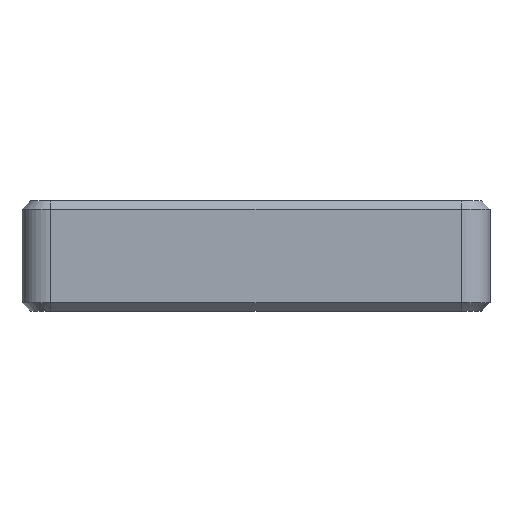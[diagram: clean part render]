
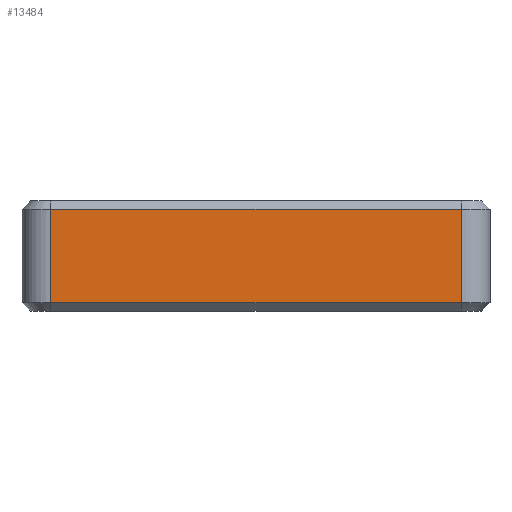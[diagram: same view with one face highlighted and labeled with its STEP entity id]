
A CAD part, front view. The second image highlights one B-rep face of the part: STEP entity #13484.
In plain terms, the highlighted planar face has unit normal (0, -1, 0).
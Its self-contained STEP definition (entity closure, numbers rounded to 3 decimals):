
#1301 = CARTESIAN_POINT ( 'NONE',  ( 12.1, -10.3, 1. ) ) ;
#1471 = FACE_OUTER_BOUND ( 'NONE', #8177, .T. ) ;
#1672 = CARTESIAN_POINT ( 'NONE',  ( -13.8, -10.3, 0.5 ) ) ;
#3550 = DIRECTION ( 'NONE',  ( 0., 0., 1. ) ) ;
#3602 = VERTEX_POINT ( 'NONE', #4590 ) ;
#3931 = VECTOR ( 'NONE', #7042, 1000. ) ;
#4589 = LINE ( 'NONE', #1301, #8886 ) ;
#4590 = CARTESIAN_POINT ( 'NONE',  ( 12.1, -10.3, 0.5 ) ) ;
#4603 = CARTESIAN_POINT ( 'NONE',  ( 12.1, -10.3, 6. ) ) ;
#4686 = DIRECTION ( 'NONE',  ( 0., 1., 0. ) ) ;
#4808 = LINE ( 'NONE', #11222, #7518 ) ;
#4942 = CARTESIAN_POINT ( 'NONE',  ( -12.1, -10.3, 6. ) ) ;
#5812 = PLANE ( 'NONE',  #12034 ) ;
#5860 = VERTEX_POINT ( 'NONE', #7925 ) ;
#5861 = DIRECTION ( 'NONE',  ( 0., 0., -1. ) ) ;
#5880 = LINE ( 'NONE', #1672, #10239 ) ;
#6328 = ORIENTED_EDGE ( 'NONE', *, *, #11219, .T. ) ;
#6933 = DIRECTION ( 'NONE',  ( 0., 0., 1. ) ) ;
#7042 = DIRECTION ( 'NONE',  ( -1., 0., 0. ) ) ;
#7518 = VECTOR ( 'NONE', #5861, 1000. ) ;
#7526 = ORIENTED_EDGE ( 'NONE', *, *, #10172, .T. ) ;
#7925 = CARTESIAN_POINT ( 'NONE',  ( -12.1, -10.3, 0.5 ) ) ;
#8177 = EDGE_LOOP ( 'NONE', ( #8288, #7526, #10835, #6328 ) ) ;
#8288 = ORIENTED_EDGE ( 'NONE', *, *, #10644, .T. ) ;
#8886 = VECTOR ( 'NONE', #3550, 1000. ) ;
#10172 = EDGE_CURVE ( 'NONE', #5860, #3602, #5880, .T. ) ;
#10239 = VECTOR ( 'NONE', #11441, 1000. ) ;
#10550 = VERTEX_POINT ( 'NONE', #4603 ) ;
#10644 = EDGE_CURVE ( 'NONE', #10759, #5860, #4808, .T. ) ;
#10759 = VERTEX_POINT ( 'NONE', #4942 ) ;
#10835 = ORIENTED_EDGE ( 'NONE', *, *, #11142, .T. ) ;
#11097 = CARTESIAN_POINT ( 'NONE',  ( -13.8, -10.3, 1. ) ) ;
#11142 = EDGE_CURVE ( 'NONE', #3602, #10550, #4589, .T. ) ;
#11219 = EDGE_CURVE ( 'NONE', #10550, #10759, #11273, .T. ) ;
#11222 = CARTESIAN_POINT ( 'NONE',  ( -12.1, -10.3, 1. ) ) ;
#11273 = LINE ( 'NONE', #13392, #3931 ) ;
#11441 = DIRECTION ( 'NONE',  ( 1., 0., 0. ) ) ;
#12034 = AXIS2_PLACEMENT_3D ( 'NONE', #11097, #4686, #6933 ) ;
#13392 = CARTESIAN_POINT ( 'NONE',  ( -12.1, -10.3, 6. ) ) ;
#13484 = ADVANCED_FACE ( 'NONE', ( #1471 ), #5812, .F. ) ;
